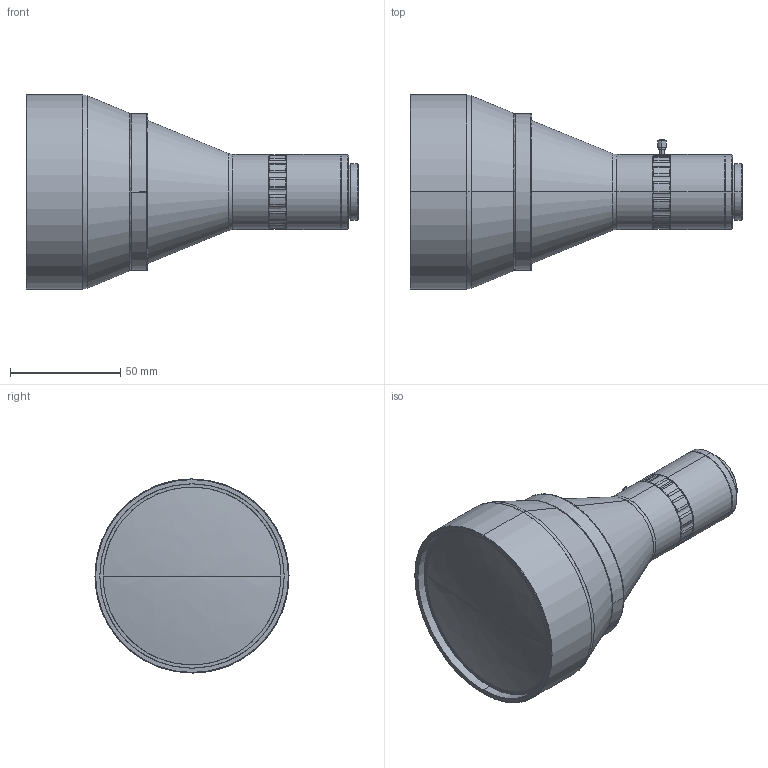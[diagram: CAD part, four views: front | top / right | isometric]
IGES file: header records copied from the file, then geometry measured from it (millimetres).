
Start section: SolidWorks IGES file using analytic representation for surfaces
Global section: file name: DTCA230-66.IGS; native system: SolidWorks 2012; preprocessor: SolidWorks 2012; author: think; date: 141022.112755; units: millimetre
Bounding box: 150.49 x 88 x 88 mm (x, y, z)
Surface area: 36202.6 mm2 (no closed solid volume)
Topology: 0 solids, 0 shells, 148 faces, 2129 edges, 2127 vertices
Faces by surface type: revolution 123, bspline 25
